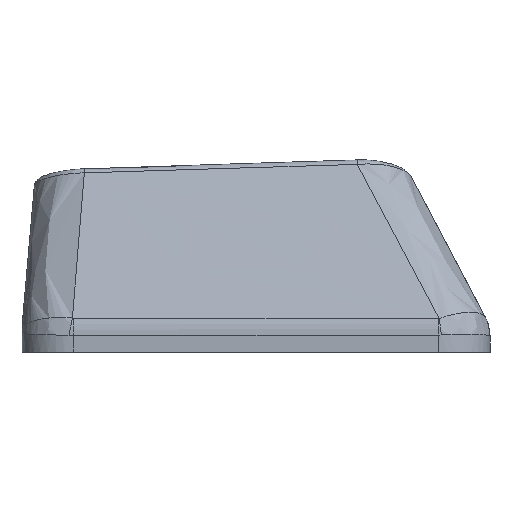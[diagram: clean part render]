
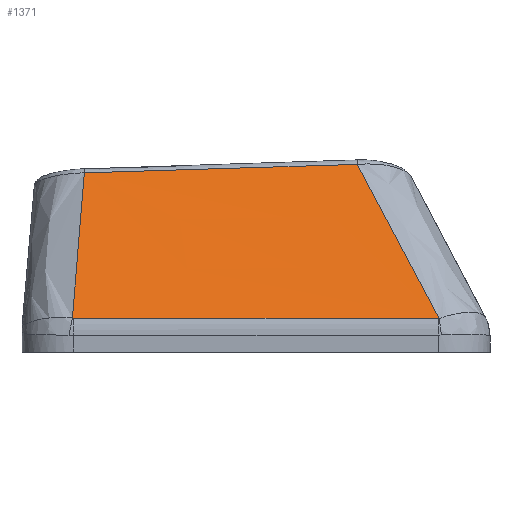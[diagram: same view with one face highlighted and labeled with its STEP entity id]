
A CAD part, left-side view. The second image highlights one B-rep face of the part: STEP entity #1371.
In plain terms, the highlighted free-form (B-spline) face has degree [3, 3] with [4, 4] control points.
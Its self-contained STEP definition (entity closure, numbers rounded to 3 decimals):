
#258=FACE_OUTER_BOUND('',#338,.T.);
#338=EDGE_LOOP('',(#1085,#1086,#1087,#1088,#1089,#1090));
#407=B_SPLINE_CURVE_WITH_KNOTS('',3,(#2395,#2396,#2397,#2398),
 .UNSPECIFIED.,.F.,.F.,(4,4),(0.,0.003),.UNSPECIFIED.);
#408=B_SPLINE_CURVE_WITH_KNOTS('',3,(#2416,#2417,#2418,#2419),
 .UNSPECIFIED.,.F.,.F.,(4,4),(-1.416,0.),.UNSPECIFIED.);
#411=B_SPLINE_CURVE_WITH_KNOTS('',3,(#2449,#2450,#2451,#2452),
 .UNSPECIFIED.,.F.,.F.,(4,4),(0.,0.004),
 .UNSPECIFIED.);
#422=B_SPLINE_CURVE_WITH_KNOTS('',3,(#2685,#2686,#2687,#2688),
 .UNSPECIFIED.,.F.,.F.,(4,4),(0.033,0.767),
 .UNSPECIFIED.);
#458=B_SPLINE_CURVE_WITH_KNOTS('',3,(#3276,#3277,#3278,#3279),
 .UNSPECIFIED.,.F.,.F.,(4,4),(0.,1.059),.UNSPECIFIED.);
#463=B_SPLINE_CURVE_WITH_KNOTS('',3,(#3362,#3363,#3364,#3365),
 .UNSPECIFIED.,.F.,.F.,(4,4),(-0.658,-0.025),
 .UNSPECIFIED.);
#530=VERTEX_POINT('',#2357);
#532=VERTEX_POINT('',#2388);
#534=VERTEX_POINT('',#2415);
#536=VERTEX_POINT('',#2442);
#552=VERTEX_POINT('',#2679);
#599=VERTEX_POINT('',#3274);
#685=EDGE_CURVE('',#530,#532,#407,.T.);
#686=EDGE_CURVE('',#532,#534,#408,.T.);
#691=EDGE_CURVE('',#534,#536,#411,.T.);
#717=EDGE_CURVE('',#552,#530,#422,.T.);
#786=EDGE_CURVE('',#599,#552,#458,.T.);
#792=EDGE_CURVE('',#536,#599,#463,.T.);
#1085=ORIENTED_EDGE('',*,*,#685,.F.);
#1086=ORIENTED_EDGE('',*,*,#717,.F.);
#1087=ORIENTED_EDGE('',*,*,#786,.F.);
#1088=ORIENTED_EDGE('',*,*,#792,.F.);
#1089=ORIENTED_EDGE('',*,*,#691,.F.);
#1090=ORIENTED_EDGE('',*,*,#686,.F.);
#1305=B_SPLINE_SURFACE_WITH_KNOTS('',3,3,((#3346,#3347,#3348,#3349),(#3350,
#3351,#3352,#3353),(#3354,#3355,#3356,#3357),(#3358,#3359,#3360,#3361)),
 .UNSPECIFIED.,.F.,.F.,.F.,(4,4),(4,4),(0.107,0.899),
(0.036,0.954),.UNSPECIFIED.);
#1371=ADVANCED_FACE('',(#258),#1305,.F.);
#2357=CARTESIAN_POINT('',(-8.935,-7.108,0.306));
#2388=CARTESIAN_POINT('',(-8.936,-7.08,0.305));
#2395=CARTESIAN_POINT('Ctrl Pts',(-8.935,-7.108,0.306));
#2396=CARTESIAN_POINT('Ctrl Pts',(-8.936,-7.099,0.305));
#2397=CARTESIAN_POINT('Ctrl Pts',(-8.936,-7.089,0.305));
#2398=CARTESIAN_POINT('Ctrl Pts',(-8.936,-7.08,0.305));
#2415=CARTESIAN_POINT('',(-8.92,7.081,0.319));
#2416=CARTESIAN_POINT('Ctrl Pts',(-8.936,-7.08,0.305));
#2417=CARTESIAN_POINT('Ctrl Pts',(-8.931,-2.359,0.309));
#2418=CARTESIAN_POINT('Ctrl Pts',(-8.926,2.361,0.314));
#2419=CARTESIAN_POINT('Ctrl Pts',(-8.92,7.081,0.319));
#2442=CARTESIAN_POINT('',(-8.918,7.125,0.322));
#2449=CARTESIAN_POINT('Ctrl Pts',(-8.92,7.081,0.319));
#2450=CARTESIAN_POINT('Ctrl Pts',(-8.92,7.096,0.319));
#2451=CARTESIAN_POINT('Ctrl Pts',(-8.919,7.111,0.32));
#2452=CARTESIAN_POINT('Ctrl Pts',(-8.918,7.125,0.322));
#2679=CARTESIAN_POINT('',(-6.097,-3.928,6.285));
#2685=CARTESIAN_POINT('Ctrl Pts',(-6.097,-3.928,6.285));
#2686=CARTESIAN_POINT('Ctrl Pts',(-7.045,-4.99,4.294));
#2687=CARTESIAN_POINT('Ctrl Pts',(-7.991,-6.05,2.3));
#2688=CARTESIAN_POINT('Ctrl Pts',(-8.935,-7.108,0.306));
#3274=CARTESIAN_POINT('',(-6.081,6.661,5.956));
#3276=CARTESIAN_POINT('Ctrl Pts',(-6.081,6.661,5.956));
#3277=CARTESIAN_POINT('Ctrl Pts',(-6.086,3.132,6.067));
#3278=CARTESIAN_POINT('Ctrl Pts',(-6.092,-0.398,
6.177));
#3279=CARTESIAN_POINT('Ctrl Pts',(-6.097,-3.928,6.285));
#3346=CARTESIAN_POINT('Ctrl Pts',(-6.081,7.031,5.944));
#3347=CARTESIAN_POINT('Ctrl Pts',(-7.033,7.062,4.058));
#3348=CARTESIAN_POINT('Ctrl Pts',(-7.984,7.094,2.172));
#3349=CARTESIAN_POINT('Ctrl Pts',(-8.936,7.125,0.286));
#3350=CARTESIAN_POINT('Ctrl Pts',(-6.081,3.26,6.073));
#3351=CARTESIAN_POINT('Ctrl Pts',(-7.033,2.967,4.146));
#3352=CARTESIAN_POINT('Ctrl Pts',(-7.984,2.674,2.219));
#3353=CARTESIAN_POINT('Ctrl Pts',(-8.936,2.381,0.292));
#3354=CARTESIAN_POINT('Ctrl Pts',(-6.081,-0.511,
6.203));
#3355=CARTESIAN_POINT('Ctrl Pts',(-7.033,-1.129,4.235));
#3356=CARTESIAN_POINT('Ctrl Pts',(-7.984,-1.747,2.266));
#3357=CARTESIAN_POINT('Ctrl Pts',(-8.936,-2.364,0.298));
#3358=CARTESIAN_POINT('Ctrl Pts',(-6.081,-4.282,6.332));
#3359=CARTESIAN_POINT('Ctrl Pts',(-7.033,-5.225,4.323));
#3360=CARTESIAN_POINT('Ctrl Pts',(-7.984,-6.167,2.314));
#3361=CARTESIAN_POINT('Ctrl Pts',(-8.936,-7.109,0.305));
#3362=CARTESIAN_POINT('Ctrl Pts',(-8.918,7.125,0.322));
#3363=CARTESIAN_POINT('Ctrl Pts',(-7.97,6.968,2.2));
#3364=CARTESIAN_POINT('Ctrl Pts',(-7.024,6.813,4.078));
#3365=CARTESIAN_POINT('Ctrl Pts',(-6.081,6.661,5.956));
